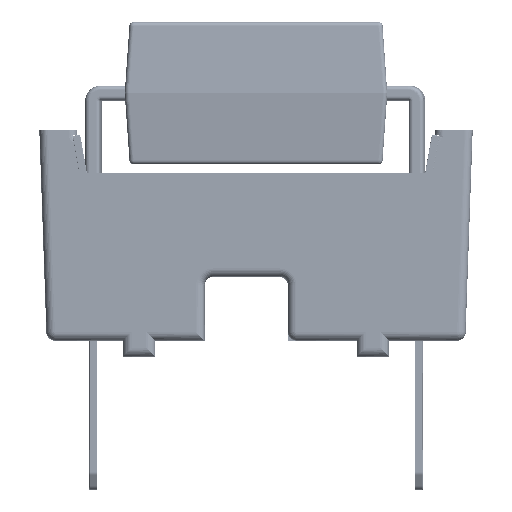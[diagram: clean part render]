
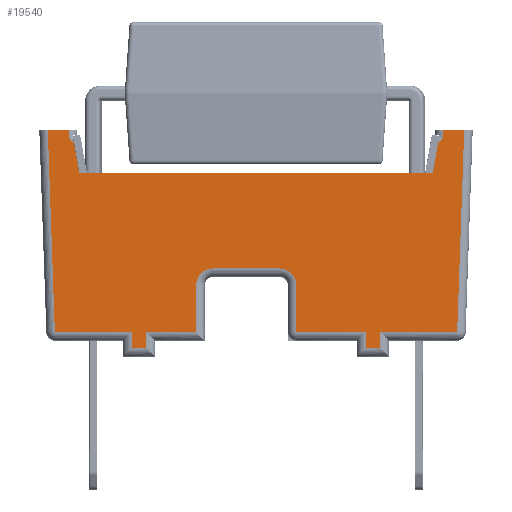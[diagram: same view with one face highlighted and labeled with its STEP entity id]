
A CAD part, front view. The second image highlights one B-rep face of the part: STEP entity #19540.
In plain terms, the highlighted face is planar.
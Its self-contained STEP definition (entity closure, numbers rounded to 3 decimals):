
#874=PLANE('',#20906);
#1719=LINE('',#31166,#3850);
#1725=LINE('',#31204,#3856);
#1729=LINE('',#31223,#3860);
#1733=LINE('',#31258,#3864);
#1746=LINE('',#31353,#3877);
#1747=LINE('',#31357,#3878);
#1749=LINE('',#31378,#3880);
#1753=LINE('',#31410,#3884);
#1757=LINE('',#31424,#3888);
#1762=LINE('',#31450,#3893);
#1765=LINE('',#31456,#3896);
#1769=LINE('',#31465,#3900);
#1773=LINE('',#31476,#3904);
#1778=LINE('',#31483,#3909);
#1783=LINE('',#31499,#3914);
#1795=LINE('',#31543,#3926);
#1797=LINE('',#31549,#3928);
#1799=LINE('',#31554,#3930);
#1803=LINE('',#31560,#3934);
#1811=LINE('',#31579,#3942);
#1812=LINE('',#31581,#3943);
#1813=LINE('',#31582,#3944);
#3850=VECTOR('',#23161,10.);
#3856=VECTOR('',#23181,10.);
#3860=VECTOR('',#23197,10.);
#3864=VECTOR('',#23213,10.);
#3877=VECTOR('',#23276,10.);
#3878=VECTOR('',#23281,10.);
#3880=VECTOR('',#23305,10.);
#3884=VECTOR('',#23337,10.);
#3888=VECTOR('',#23351,10.);
#3893=VECTOR('',#23380,10.);
#3896=VECTOR('',#23387,10.);
#3900=VECTOR('',#23397,10.);
#3904=VECTOR('',#23409,10.);
#3909=VECTOR('',#23418,10.);
#3914=VECTOR('',#23429,10.);
#3926=VECTOR('',#23461,10.);
#3928=VECTOR('',#23467,10.);
#3930=VECTOR('',#23473,10.);
#3934=VECTOR('',#23481,10.);
#3942=VECTOR('',#23501,10.);
#3943=VECTOR('',#23502,10.);
#3944=VECTOR('',#23503,10.);
#5989=FACE_OUTER_BOUND('',#7059,.T.);
#7059=EDGE_LOOP('',(#14864,#14865,#14866,#14867,#14868,#14869,#14870,#14871,
#14872,#14873,#14874,#14875,#14876,#14877,#14878,#14879,#14880,#14881,#14882,
#14883,#14884,#14885,#14886,#14887,#14888,#14889));
#8001=CIRCLE('',#20785,0.2);
#8007=CIRCLE('',#20797,0.2);
#8026=CIRCLE('',#20837,0.4);
#8032=CIRCLE('',#20846,0.4);
#8872=VERTEX_POINT('',#31163);
#8873=VERTEX_POINT('',#31165);
#8876=VERTEX_POINT('',#31181);
#8880=VERTEX_POINT('',#31203);
#8888=VERTEX_POINT('',#31220);
#8889=VERTEX_POINT('',#31222);
#8890=VERTEX_POINT('',#31234);
#8896=VERTEX_POINT('',#31256);
#8913=VERTEX_POINT('',#31343);
#8917=VERTEX_POINT('',#31352);
#8918=VERTEX_POINT('',#31356);
#8920=VERTEX_POINT('',#31362);
#8925=VERTEX_POINT('',#31372);
#8926=VERTEX_POINT('',#31374);
#8931=VERTEX_POINT('',#31390);
#8932=VERTEX_POINT('',#31391);
#8939=VERTEX_POINT('',#31408);
#8940=VERTEX_POINT('',#31409);
#8945=VERTEX_POINT('',#31423);
#8952=VERTEX_POINT('',#31442);
#8955=VERTEX_POINT('',#31455);
#8957=VERTEX_POINT('',#31464);
#8974=VERTEX_POINT('',#31542);
#8976=VERTEX_POINT('',#31548);
#8982=VERTEX_POINT('',#31578);
#8983=VERTEX_POINT('',#31580);
#11006=EDGE_CURVE('',#8872,#8873,#1719,.T.);
#11011=EDGE_CURVE('',#8876,#8872,#8001,.T.);
#11017=EDGE_CURVE('',#8873,#8880,#1725,.T.);
#11026=EDGE_CURVE('',#8888,#8889,#1729,.T.);
#11029=EDGE_CURVE('',#8889,#8890,#8007,.T.);
#11036=EDGE_CURVE('',#8896,#8888,#1733,.T.);
#11066=EDGE_CURVE('',#8913,#8917,#1746,.T.);
#11068=EDGE_CURVE('',#8917,#8918,#1747,.T.);
#11076=EDGE_CURVE('',#8925,#8926,#8026,.T.);
#11078=EDGE_CURVE('',#8920,#8925,#1749,.T.);
#11084=EDGE_CURVE('',#8931,#8932,#8032,.T.);
#11092=EDGE_CURVE('',#8939,#8940,#1753,.T.);
#11099=EDGE_CURVE('',#8940,#8945,#1757,.T.);
#11112=EDGE_CURVE('',#8952,#8896,#1762,.T.);
#11115=EDGE_CURVE('',#8955,#8952,#1765,.T.);
#11120=EDGE_CURVE('',#8957,#8955,#1769,.T.);
#11126=EDGE_CURVE('',#8945,#8957,#1773,.T.);
#11131=EDGE_CURVE('',#8932,#8939,#1778,.T.);
#11137=EDGE_CURVE('',#8926,#8931,#1783,.T.);
#11155=EDGE_CURVE('',#8974,#8920,#1795,.T.);
#11158=EDGE_CURVE('',#8976,#8974,#1797,.T.);
#11161=EDGE_CURVE('',#8918,#8976,#1799,.T.);
#11165=EDGE_CURVE('',#8880,#8913,#1803,.T.);
#11175=EDGE_CURVE('',#8982,#8876,#1811,.T.);
#11176=EDGE_CURVE('',#8982,#8983,#1812,.T.);
#11177=EDGE_CURVE('',#8890,#8983,#1813,.T.);
#14864=ORIENTED_EDGE('',*,*,#11011,.F.);
#14865=ORIENTED_EDGE('',*,*,#11175,.F.);
#14866=ORIENTED_EDGE('',*,*,#11176,.T.);
#14867=ORIENTED_EDGE('',*,*,#11177,.F.);
#14868=ORIENTED_EDGE('',*,*,#11029,.F.);
#14869=ORIENTED_EDGE('',*,*,#11026,.F.);
#14870=ORIENTED_EDGE('',*,*,#11036,.F.);
#14871=ORIENTED_EDGE('',*,*,#11112,.F.);
#14872=ORIENTED_EDGE('',*,*,#11115,.F.);
#14873=ORIENTED_EDGE('',*,*,#11120,.F.);
#14874=ORIENTED_EDGE('',*,*,#11126,.F.);
#14875=ORIENTED_EDGE('',*,*,#11099,.F.);
#14876=ORIENTED_EDGE('',*,*,#11092,.F.);
#14877=ORIENTED_EDGE('',*,*,#11131,.F.);
#14878=ORIENTED_EDGE('',*,*,#11084,.F.);
#14879=ORIENTED_EDGE('',*,*,#11137,.F.);
#14880=ORIENTED_EDGE('',*,*,#11076,.F.);
#14881=ORIENTED_EDGE('',*,*,#11078,.F.);
#14882=ORIENTED_EDGE('',*,*,#11155,.F.);
#14883=ORIENTED_EDGE('',*,*,#11158,.F.);
#14884=ORIENTED_EDGE('',*,*,#11161,.F.);
#14885=ORIENTED_EDGE('',*,*,#11068,.F.);
#14886=ORIENTED_EDGE('',*,*,#11066,.F.);
#14887=ORIENTED_EDGE('',*,*,#11165,.F.);
#14888=ORIENTED_EDGE('',*,*,#11017,.F.);
#14889=ORIENTED_EDGE('',*,*,#11006,.F.);
#19540=ADVANCED_FACE('',(#5989),#874,.T.);
#20785=AXIS2_PLACEMENT_3D('',#31191,#23167,#23168);
#20797=AXIS2_PLACEMENT_3D('',#31244,#23200,#23201);
#20837=AXIS2_PLACEMENT_3D('',#31375,#23299,#23300);
#20846=AXIS2_PLACEMENT_3D('',#31392,#23319,#23320);
#20906=AXIS2_PLACEMENT_3D('',#31577,#23499,#23500);
#23161=DIRECTION('',(0.,0.,1.));
#23167=DIRECTION('center_axis',(1.,0.,0.));
#23168=DIRECTION('ref_axis',(0.,-1.,0.));
#23181=DIRECTION('',(0.,1.,0.));
#23197=DIRECTION('',(0.,0.,-1.));
#23200=DIRECTION('center_axis',(1.,0.,0.));
#23201=DIRECTION('ref_axis',(0.,1.,0.));
#23213=DIRECTION('',(0.,1.,0.));
#23276=DIRECTION('',(0.,-1.,0.));
#23281=DIRECTION('',(0.,0.,-1.));
#23299=DIRECTION('center_axis',(1.,0.,0.));
#23300=DIRECTION('ref_axis',(0.,0.707,0.707));
#23305=DIRECTION('',(0.,0.,1.));
#23319=DIRECTION('center_axis',(1.,0.,0.));
#23320=DIRECTION('ref_axis',(0.,-0.707,0.707));
#23337=DIRECTION('',(0.,-1.,0.));
#23351=DIRECTION('',(0.,0.,-1.));
#23380=DIRECTION('',(0.,-0.035,0.999));
#23387=DIRECTION('',(0.,-1.,0.));
#23397=DIRECTION('',(0.,0.,1.));
#23409=DIRECTION('',(0.,-1.,0.));
#23418=DIRECTION('',(0.,0.,-1.));
#23429=DIRECTION('',(0.,-1.,0.));
#23461=DIRECTION('',(0.,-1.,0.));
#23467=DIRECTION('',(0.,0.,1.));
#23473=DIRECTION('',(0.,-1.,0.));
#23481=DIRECTION('',(0.,-0.035,-0.999));
#23499=DIRECTION('center_axis',(1.,0.,0.));
#23500=DIRECTION('ref_axis',(0.,1.,0.));
#23501=DIRECTION('',(0.,0.174,0.985));
#23502=DIRECTION('',(0.,-1.,0.));
#23503=DIRECTION('',(0.,0.174,-0.985));
#31163=CARTESIAN_POINT('',(32.48,11.508,4.85));
#31165=CARTESIAN_POINT('',(32.48,11.508,4.95));
#31166=CARTESIAN_POINT('',(32.48,11.508,2.475));
#31181=CARTESIAN_POINT('',(32.48,11.388,4.667));
#31191=CARTESIAN_POINT('Origin',(32.48,11.308,4.85));
#31203=CARTESIAN_POINT('',(32.48,12.,4.95));
#31204=CARTESIAN_POINT('',(32.48,12.2,4.95));
#31220=CARTESIAN_POINT('',(32.48,2.692,4.95));
#31222=CARTESIAN_POINT('',(32.48,2.692,4.85));
#31223=CARTESIAN_POINT('',(32.48,2.692,2.475));
#31234=CARTESIAN_POINT('',(32.48,2.812,4.667));
#31244=CARTESIAN_POINT('Origin',(32.48,2.892,4.85));
#31256=CARTESIAN_POINT('',(32.48,2.2,4.95));
#31258=CARTESIAN_POINT('',(32.48,2.762,4.95));
#31343=CARTESIAN_POINT('',(32.48,11.834,0.2));
#31352=CARTESIAN_POINT('',(32.48,10.027,0.2));
#31353=CARTESIAN_POINT('',(32.48,4.55,0.2));
#31356=CARTESIAN_POINT('',(32.48,10.027,-0.18));
#31357=CARTESIAN_POINT('',(32.48,10.027,0.));
#31362=CARTESIAN_POINT('',(32.48,8.05,0.2));
#31372=CARTESIAN_POINT('',(32.48,8.05,1.3));
#31374=CARTESIAN_POINT('',(32.48,7.65,1.7));
#31375=CARTESIAN_POINT('Origin',(32.48,7.65,1.3));
#31378=CARTESIAN_POINT('',(32.48,8.05,0.75));
#31390=CARTESIAN_POINT('',(32.48,6.09,1.7));
#31391=CARTESIAN_POINT('',(32.48,5.69,1.3));
#31392=CARTESIAN_POINT('Origin',(32.48,6.09,1.3));
#31408=CARTESIAN_POINT('',(32.48,5.69,0.2));
#31409=CARTESIAN_POINT('',(32.48,4.523,0.2));
#31410=CARTESIAN_POINT('',(32.48,4.55,0.2));
#31423=CARTESIAN_POINT('',(32.48,4.523,-0.18));
#31424=CARTESIAN_POINT('',(32.48,4.523,0.));
#31442=CARTESIAN_POINT('',(32.48,2.366,0.2));
#31450=CARTESIAN_POINT('',(32.48,2.329,1.247));
#31455=CARTESIAN_POINT('',(32.48,4.173,0.2));
#31456=CARTESIAN_POINT('',(32.48,4.55,0.2));
#31464=CARTESIAN_POINT('',(32.48,4.173,-0.18));
#31465=CARTESIAN_POINT('',(32.48,4.173,0.));
#31476=CARTESIAN_POINT('',(32.48,3.174,-0.18));
#31483=CARTESIAN_POINT('',(32.48,5.69,2.475));
#31499=CARTESIAN_POINT('',(32.48,4.55,1.7));
#31542=CARTESIAN_POINT('',(32.48,9.677,0.2));
#31543=CARTESIAN_POINT('',(32.48,4.55,0.2));
#31548=CARTESIAN_POINT('',(32.48,9.677,-0.18));
#31549=CARTESIAN_POINT('',(32.48,9.677,0.));
#31554=CARTESIAN_POINT('',(32.48,5.926,-0.18));
#31560=CARTESIAN_POINT('',(32.48,11.864,1.07));
#31577=CARTESIAN_POINT('Origin',(32.48,2.,0.));
#31578=CARTESIAN_POINT('',(32.48,11.262,3.95));
#31579=CARTESIAN_POINT('',(32.48,10.828,1.493));
#31580=CARTESIAN_POINT('',(32.48,2.939,3.95));
#31581=CARTESIAN_POINT('',(32.48,4.55,3.95));
#31582=CARTESIAN_POINT('',(32.48,3.218,2.365));
